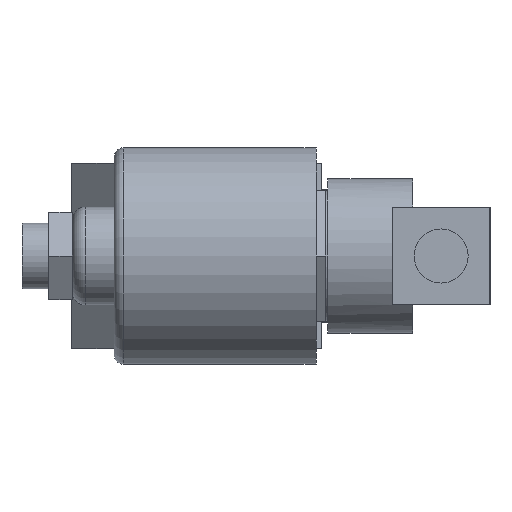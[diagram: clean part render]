
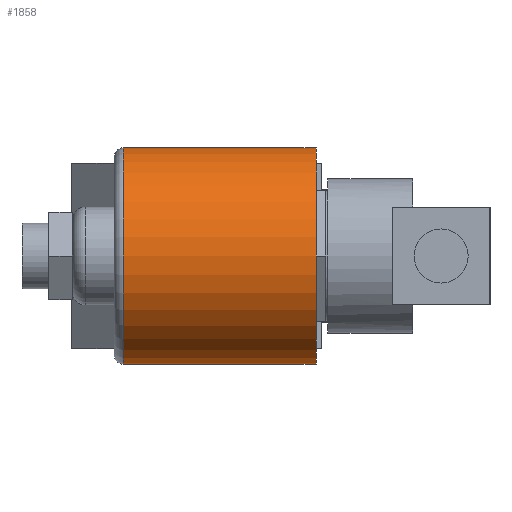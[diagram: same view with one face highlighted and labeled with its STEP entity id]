
A CAD part, left-side view. The second image highlights one B-rep face of the part: STEP entity #1858.
In plain terms, the highlighted cylindrical face has radius 21 mm (diameter 42 mm), a partial arc.
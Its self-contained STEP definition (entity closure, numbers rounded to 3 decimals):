
#7 = VERTEX_POINT ( 'NONE', #964 ) ;
#75 = ORIENTED_EDGE ( 'NONE', *, *, #264, .T. ) ;
#86 = VECTOR ( 'NONE', #1137, 1000. ) ;
#153 = ORIENTED_EDGE ( 'NONE', *, *, #2546, .T. ) ;
#198 = VERTEX_POINT ( 'NONE', #2426 ) ;
#242 = LINE ( 'NONE', #1536, #86 ) ;
#264 = EDGE_CURVE ( 'NONE', #921, #528, #2774, .T. ) ;
#293 = EDGE_CURVE ( 'NONE', #198, #528, #242, .T. ) ;
#373 = DIRECTION ( 'NONE',  ( 0., 0., 1. ) ) ;
#528 = VERTEX_POINT ( 'NONE', #1139 ) ;
#601 = ORIENTED_EDGE ( 'NONE', *, *, #1532, .T. ) ;
#650 = DIRECTION ( 'NONE',  ( 0., -1., 0. ) ) ;
#656 = DIRECTION ( 'NONE',  ( 0., 1., 0. ) ) ;
#692 = CARTESIAN_POINT ( 'NONE',  ( 0., 9.42, 0. ) ) ;
#729 = ORIENTED_EDGE ( 'NONE', *, *, #293, .F. ) ;
#757 = EDGE_LOOP ( 'NONE', ( #729, #601, #153, #75 ) ) ;
#852 = DIRECTION ( 'NONE',  ( 0., 0., 1. ) ) ;
#921 = VERTEX_POINT ( 'NONE', #2234 ) ;
#964 = CARTESIAN_POINT ( 'NONE',  ( 0., 46.82, -21. ) ) ;
#1049 = AXIS2_PLACEMENT_3D ( 'NONE', #2716, #2095, #1624 ) ;
#1122 = VECTOR ( 'NONE', #650, 1000. ) ;
#1137 = DIRECTION ( 'NONE',  ( 0., -1., 0. ) ) ;
#1139 = CARTESIAN_POINT ( 'NONE',  ( 0., 9.42, 21. ) ) ;
#1383 = CARTESIAN_POINT ( 'NONE',  ( 0., 48.62, -21. ) ) ;
#1532 = EDGE_CURVE ( 'NONE', #198, #7, #2292, .T. ) ;
#1536 = CARTESIAN_POINT ( 'NONE',  ( 0., 48.62, 21. ) ) ;
#1619 = LINE ( 'NONE', #1383, #1122 ) ;
#1624 = DIRECTION ( 'NONE',  ( 0., 0., -1. ) ) ;
#1858 = ADVANCED_FACE ( 'NONE', ( #1870 ), #2272, .T. ) ;
#1863 = AXIS2_PLACEMENT_3D ( 'NONE', #692, #656, #852 ) ;
#1870 = FACE_OUTER_BOUND ( 'NONE', #757, .T. ) ;
#2095 = DIRECTION ( 'NONE',  ( 0., -1., 0. ) ) ;
#2234 = CARTESIAN_POINT ( 'NONE',  ( 0., 9.42, -21. ) ) ;
#2272 = CYLINDRICAL_SURFACE ( 'NONE', #1049, 21. ) ;
#2292 = CIRCLE ( 'NONE', #2701, 21. ) ;
#2362 = CARTESIAN_POINT ( 'NONE',  ( 0., 46.82, 0. ) ) ;
#2372 = DIRECTION ( 'NONE',  ( 0., -1., 0. ) ) ;
#2426 = CARTESIAN_POINT ( 'NONE',  ( 0., 46.82, 21. ) ) ;
#2546 = EDGE_CURVE ( 'NONE', #7, #921, #1619, .T. ) ;
#2701 = AXIS2_PLACEMENT_3D ( 'NONE', #2362, #2372, #373 ) ;
#2716 = CARTESIAN_POINT ( 'NONE',  ( 0., 48.62, 0. ) ) ;
#2774 = CIRCLE ( 'NONE', #1863, 21. ) ;
